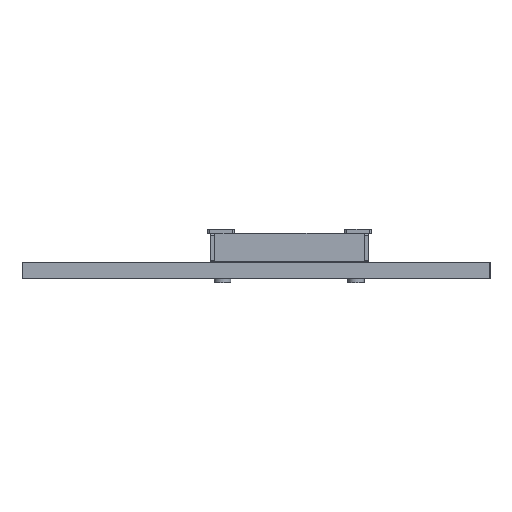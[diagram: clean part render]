
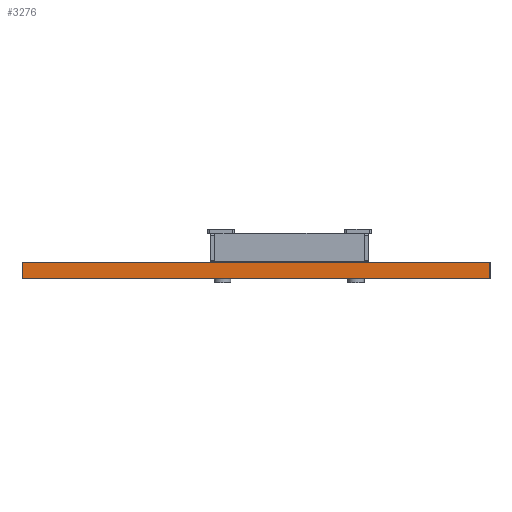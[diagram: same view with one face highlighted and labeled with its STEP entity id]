
A CAD part, front view. The second image highlights one B-rep face of the part: STEP entity #3276.
In plain terms, the highlighted planar face has unit normal (0, -1, 0).
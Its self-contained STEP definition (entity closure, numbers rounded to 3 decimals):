
#430 = PLANE ( 'NONE',  #2585 ) ;
#1084 = DIRECTION ( 'NONE',  ( 0., 1., 0. ) ) ;
#1163 = CARTESIAN_POINT ( 'NONE',  ( 250., -50., 0. ) ) ;
#1456 = EDGE_LOOP ( 'NONE', ( #4188, #3109, #7679, #4525 ) ) ;
#1983 = VECTOR ( 'NONE', #10086, 1000. ) ;
#2190 = CARTESIAN_POINT ( 'NONE',  ( 0., -50., 0. ) ) ;
#2295 = DIRECTION ( 'NONE',  ( 1., 0., 0. ) ) ;
#2411 = LINE ( 'NONE', #10101, #3852 ) ;
#2585 = AXIS2_PLACEMENT_3D ( 'NONE', #2784, #1084, #4433 ) ;
#2628 = VERTEX_POINT ( 'NONE', #10676 ) ;
#2784 = CARTESIAN_POINT ( 'NONE',  ( 0., -50., 12. ) ) ;
#3109 = ORIENTED_EDGE ( 'NONE', *, *, #8272, .F. ) ;
#3276 = ADVANCED_FACE ( 'NONE', ( #7124 ), #430, .F. ) ;
#3852 = VECTOR ( 'NONE', #5772, 1000. ) ;
#4167 = CARTESIAN_POINT ( 'NONE',  ( 250., -50., 12. ) ) ;
#4188 = ORIENTED_EDGE ( 'NONE', *, *, #9650, .T. ) ;
#4433 = DIRECTION ( 'NONE',  ( 0., 0., 1. ) ) ;
#4525 = ORIENTED_EDGE ( 'NONE', *, *, #10616, .T. ) ;
#4863 = VERTEX_POINT ( 'NONE', #1163 ) ;
#5772 = DIRECTION ( 'NONE',  ( 0., 0., -1. ) ) ;
#6560 = LINE ( 'NONE', #10369, #8276 ) ;
#6704 = CARTESIAN_POINT ( 'NONE',  ( -100., -50., 0. ) ) ;
#7124 = FACE_OUTER_BOUND ( 'NONE', #1456, .T. ) ;
#7341 = EDGE_CURVE ( 'NONE', #2628, #7803, #6560, .T. ) ;
#7679 = ORIENTED_EDGE ( 'NONE', *, *, #7341, .F. ) ;
#7803 = VERTEX_POINT ( 'NONE', #9062 ) ;
#8272 = EDGE_CURVE ( 'NONE', #7803, #4863, #9927, .T. ) ;
#8276 = VECTOR ( 'NONE', #8863, 1000. ) ;
#8863 = DIRECTION ( 'NONE',  ( 1., 0., 0. ) ) ;
#9062 = CARTESIAN_POINT ( 'NONE',  ( 250., -50., 12. ) ) ;
#9650 = EDGE_CURVE ( 'NONE', #10662, #4863, #9814, .T. ) ;
#9718 = VECTOR ( 'NONE', #2295, 1000. ) ;
#9814 = LINE ( 'NONE', #2190, #9718 ) ;
#9927 = LINE ( 'NONE', #4167, #1983 ) ;
#10086 = DIRECTION ( 'NONE',  ( 0., 0., -1. ) ) ;
#10101 = CARTESIAN_POINT ( 'NONE',  ( -100., -50., 12. ) ) ;
#10369 = CARTESIAN_POINT ( 'NONE',  ( 0., -50., 12. ) ) ;
#10616 = EDGE_CURVE ( 'NONE', #2628, #10662, #2411, .T. ) ;
#10662 = VERTEX_POINT ( 'NONE', #6704 ) ;
#10676 = CARTESIAN_POINT ( 'NONE',  ( -100., -50., 12. ) ) ;
